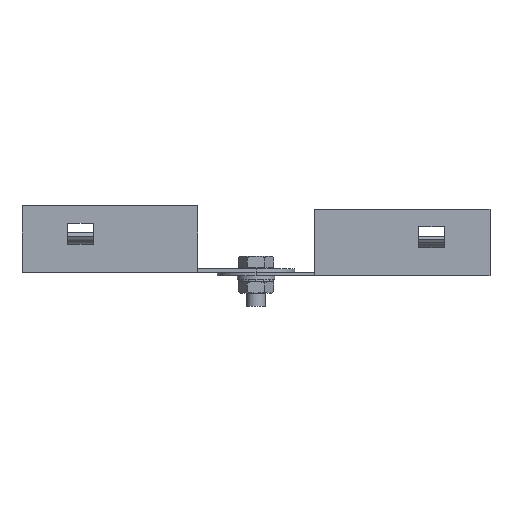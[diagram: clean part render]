
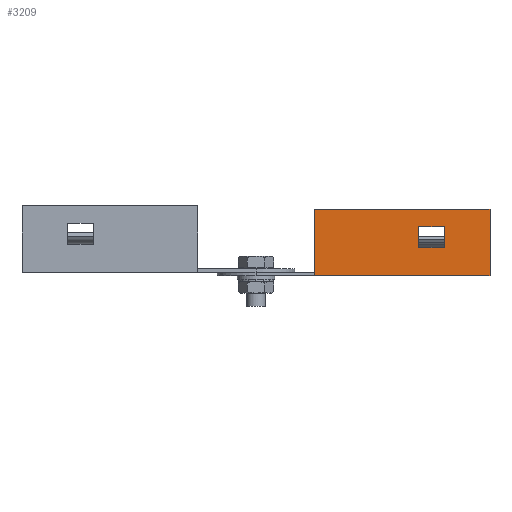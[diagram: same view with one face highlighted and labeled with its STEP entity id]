
A CAD part, front view. The second image highlights one B-rep face of the part: STEP entity #3209.
In plain terms, the highlighted planar face has unit normal (0, -1, 0).
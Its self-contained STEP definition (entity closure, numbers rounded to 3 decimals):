
#1 = VERTEX_POINT ( 'NONE', #3234 ) ;
#325 = AXIS2_PLACEMENT_3D ( 'NONE', #3805, #3937, #3757 ) ;
#509 = CARTESIAN_POINT ( 'NONE',  ( 0., -20.02, 28.417 ) ) ;
#558 = CARTESIAN_POINT ( 'NONE',  ( -75., -20.02, 0. ) ) ;
#655 = ORIENTED_EDGE ( 'NONE', *, *, #4292, .F. ) ;
#1048 = VERTEX_POINT ( 'NONE', #5039 ) ;
#1744 = ORIENTED_EDGE ( 'NONE', *, *, #2598, .F. ) ;
#1763 = ORIENTED_EDGE ( 'NONE', *, *, #4282, .F. ) ;
#2173 = VERTEX_POINT ( 'NONE', #558 ) ;
#2386 = CARTESIAN_POINT ( 'NONE',  ( -30.5, -20.02, 11.917 ) ) ;
#2598 = EDGE_CURVE ( 'NONE', #4140, #7225, #3606, .T. ) ;
#2612 = EDGE_CURVE ( 'NONE', #5810, #7439, #3476, .T. ) ;
#2628 = EDGE_CURVE ( 'NONE', #2173, #7225, #3166, .T. ) ;
#2850 = DIRECTION ( 'NONE',  ( 1., 0., 0. ) ) ;
#2887 = CARTESIAN_POINT ( 'NONE',  ( -100., -20.02, 0. ) ) ;
#3083 = VECTOR ( 'NONE', #2850, 1000. ) ;
#3166 = LINE ( 'NONE', #2887, #3083 ) ;
#3209 = ADVANCED_FACE ( 'NONE', ( #6774, #6765 ), #3790, .T. ) ;
#3234 = CARTESIAN_POINT ( 'NONE',  ( -30.5, -20.02, 20.917 ) ) ;
#3269 = CARTESIAN_POINT ( 'NONE',  ( 0., -20.02, 0. ) ) ;
#3274 = DIRECTION ( 'NONE',  ( -1., 0., 0. ) ) ;
#3331 = ORIENTED_EDGE ( 'NONE', *, *, #4222, .T. ) ;
#3336 = CARTESIAN_POINT ( 'NONE',  ( -20.5, -20.02, 11.917 ) ) ;
#3360 = VECTOR ( 'NONE', #3274, 1000. ) ;
#3476 = LINE ( 'NONE', #3336, #3360 ) ;
#3500 = DIRECTION ( 'NONE',  ( 0., 0., -1. ) ) ;
#3566 = CARTESIAN_POINT ( 'NONE',  ( 0., -20.02, -21.583 ) ) ;
#3569 = VECTOR ( 'NONE', #3500, 1000. ) ;
#3606 = LINE ( 'NONE', #3566, #3569 ) ;
#3620 = VERTEX_POINT ( 'NONE', #509 ) ;
#3757 = DIRECTION ( 'NONE',  ( -1., 0., 0. ) ) ;
#3790 = PLANE ( 'NONE',  #325 ) ;
#3805 = CARTESIAN_POINT ( 'NONE',  ( -100., -20.02, -21.583 ) ) ;
#3937 = DIRECTION ( 'NONE',  ( 0., -1., 0. ) ) ;
#4026 = VERTEX_POINT ( 'NONE', #5851 ) ;
#4140 = VERTEX_POINT ( 'NONE', #5651 ) ;
#4220 = EDGE_CURVE ( 'NONE', #7439, #1, #5356, .T. ) ;
#4222 = EDGE_CURVE ( 'NONE', #1, #4283, #5345, .T. ) ;
#4231 = EDGE_CURVE ( 'NONE', #4283, #5810, #5332, .T. ) ;
#4272 = EDGE_CURVE ( 'NONE', #1048, #4026, #5304, .T. ) ;
#4280 = EDGE_CURVE ( 'NONE', #1048, #2173, #5323, .T. ) ;
#4282 = EDGE_CURVE ( 'NONE', #3620, #4140, #5273, .T. ) ;
#4283 = VERTEX_POINT ( 'NONE', #4568 ) ;
#4292 = EDGE_CURVE ( 'NONE', #4026, #3620, #5242, .T. ) ;
#4449 = DIRECTION ( 'NONE',  ( 1., 0., 0. ) ) ;
#4483 = ORIENTED_EDGE ( 'NONE', *, *, #4272, .F. ) ;
#4548 = DIRECTION ( 'NONE',  ( 0., 0., -1. ) ) ;
#4568 = CARTESIAN_POINT ( 'NONE',  ( -19.5, -20.02, 20.917 ) ) ;
#4592 = CARTESIAN_POINT ( 'NONE',  ( 0., -20.02, -57.583 ) ) ;
#4621 = CARTESIAN_POINT ( 'NONE',  ( -5., -20.02, 28.417 ) ) ;
#4692 = CARTESIAN_POINT ( 'NONE',  ( -19.5, -20.02, 11.917 ) ) ;
#4745 = ORIENTED_EDGE ( 'NONE', *, *, #4280, .T. ) ;
#4750 = DIRECTION ( 'NONE',  ( 0., 0., -1. ) ) ;
#4776 = CARTESIAN_POINT ( 'NONE',  ( -75., -20.02, 3. ) ) ;
#4828 = DIRECTION ( 'NONE',  ( 0., 0., 1. ) ) ;
#4850 = ORIENTED_EDGE ( 'NONE', *, *, #4231, .T. ) ;
#4886 = DIRECTION ( 'NONE',  ( 1., 0., 0. ) ) ;
#4896 = CARTESIAN_POINT ( 'NONE',  ( -75., -20.02, 23.417 ) ) ;
#4915 = CARTESIAN_POINT ( 'NONE',  ( -20.5, -20.02, 20.917 ) ) ;
#4982 = CARTESIAN_POINT ( 'NONE',  ( -19.5, -20.02, 12.917 ) ) ;
#5026 = DIRECTION ( 'NONE',  ( 0., 0., -1. ) ) ;
#5039 = CARTESIAN_POINT ( 'NONE',  ( -75., -20.02, 3. ) ) ;
#5087 = CARTESIAN_POINT ( 'NONE',  ( -30.5, -20.02, 12.917 ) ) ;
#5178 = DIRECTION ( 'NONE',  ( 0., 0., 1. ) ) ;
#5237 = VECTOR ( 'NONE', #4449, 1000. ) ;
#5242 = LINE ( 'NONE', #4621, #5237 ) ;
#5257 = VECTOR ( 'NONE', #4548, 1000. ) ;
#5267 = VECTOR ( 'NONE', #4750, 1000. ) ;
#5273 = LINE ( 'NONE', #4592, #5257 ) ;
#5284 = VECTOR ( 'NONE', #4828, 1000. ) ;
#5295 = VECTOR ( 'NONE', #5026, 1000. ) ;
#5304 = LINE ( 'NONE', #4896, #5284 ) ;
#5313 = VECTOR ( 'NONE', #4886, 1000. ) ;
#5323 = LINE ( 'NONE', #4776, #5267 ) ;
#5328 = VECTOR ( 'NONE', #5178, 1000. ) ;
#5332 = LINE ( 'NONE', #4982, #5295 ) ;
#5345 = LINE ( 'NONE', #4915, #5313 ) ;
#5356 = LINE ( 'NONE', #5087, #5328 ) ;
#5651 = CARTESIAN_POINT ( 'NONE',  ( 0., -20.02, 3. ) ) ;
#5656 = ORIENTED_EDGE ( 'NONE', *, *, #2612, .T. ) ;
#5703 = ORIENTED_EDGE ( 'NONE', *, *, #4220, .T. ) ;
#5768 = EDGE_LOOP ( 'NONE', ( #5656, #5703, #3331, #4850 ) ) ;
#5782 = EDGE_LOOP ( 'NONE', ( #4483, #4745, #6735, #1744, #1763, #655 ) ) ;
#5810 = VERTEX_POINT ( 'NONE', #4692 ) ;
#5851 = CARTESIAN_POINT ( 'NONE',  ( -75., -20.02, 28.417 ) ) ;
#6735 = ORIENTED_EDGE ( 'NONE', *, *, #2628, .T. ) ;
#6765 = FACE_OUTER_BOUND ( 'NONE', #5782, .T. ) ;
#6774 = FACE_BOUND ( 'NONE', #5768, .T. ) ;
#7225 = VERTEX_POINT ( 'NONE', #3269 ) ;
#7439 = VERTEX_POINT ( 'NONE', #2386 ) ;
